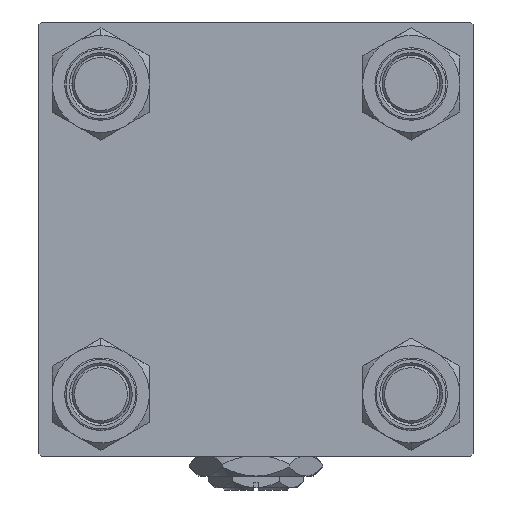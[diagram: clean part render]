
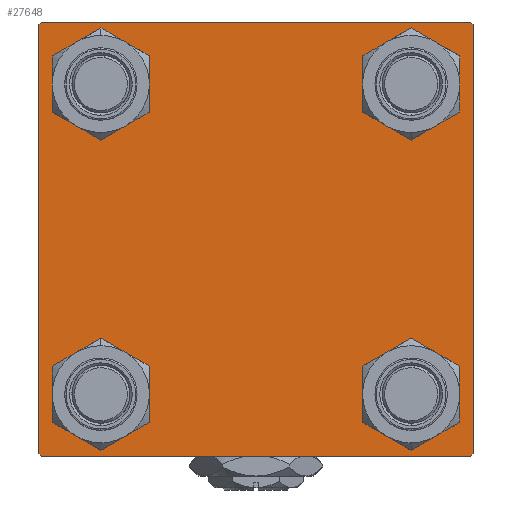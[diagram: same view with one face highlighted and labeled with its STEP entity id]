
A CAD part, left-side view. The second image highlights one B-rep face of the part: STEP entity #27648.
In plain terms, the highlighted planar face has unit normal (-1, 0, 0).
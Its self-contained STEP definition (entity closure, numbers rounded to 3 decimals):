
#413 = CARTESIAN_POINT ( 'NONE',  ( 0., -32.15, 32.15 ) ) ;
#1798 = DIRECTION ( 'NONE',  ( 0., 0., 1. ) ) ;
#1878 = DIRECTION ( 'NONE',  ( 1., 0., 0. ) ) ;
#2035 = DIRECTION ( 'NONE',  ( 0., -1., 0. ) ) ;
#2388 = CARTESIAN_POINT ( 'NONE',  ( 0., -32.15, 38.65 ) ) ;
#2830 = EDGE_CURVE ( 'NONE', #51445, #47300, #32965, .T. ) ;
#3732 = CARTESIAN_POINT ( 'NONE',  ( 0., 45., -45. ) ) ;
#4066 = ORIENTED_EDGE ( 'NONE', *, *, #18206, .T. ) ;
#4173 = ORIENTED_EDGE ( 'NONE', *, *, #15543, .T. ) ;
#4613 = CARTESIAN_POINT ( 'NONE',  ( 0., 45., -44.5 ) ) ;
#4817 = CARTESIAN_POINT ( 'NONE',  ( 0., 32.15, -32.15 ) ) ;
#5038 = EDGE_CURVE ( 'NONE', #40712, #45603, #28124, .T. ) ;
#5257 = EDGE_LOOP ( 'NONE', ( #4173, #43903, #43308, #49409, #27663, #51834, #24250, #44446 ) ) ;
#5527 = AXIS2_PLACEMENT_3D ( 'NONE', #4817, #49096, #37631 ) ;
#6275 = CIRCLE ( 'NONE', #24202, 6.5 ) ;
#6492 = ORIENTED_EDGE ( 'NONE', *, *, #42709, .T. ) ;
#7046 = ORIENTED_EDGE ( 'NONE', *, *, #49429, .T. ) ;
#7927 = CARTESIAN_POINT ( 'NONE',  ( 0., -32.15, 25.65 ) ) ;
#8659 = DIRECTION ( 'NONE',  ( 0., 0.707, -0.707 ) ) ;
#9945 = DIRECTION ( 'NONE',  ( 0., 0., -1. ) ) ;
#10818 = CARTESIAN_POINT ( 'NONE',  ( 0., -32.15, 32.15 ) ) ;
#10828 = VECTOR ( 'NONE', #51609, 1000. ) ;
#10895 = CARTESIAN_POINT ( 'NONE',  ( 0., 44.5, 45. ) ) ;
#11577 = DIRECTION ( 'NONE',  ( 0., 0., 1. ) ) ;
#11915 = VECTOR ( 'NONE', #52790, 1000. ) ;
#12068 = VERTEX_POINT ( 'NONE', #10895 ) ;
#12651 = LINE ( 'NONE', #37219, #46088 ) ;
#13677 = CARTESIAN_POINT ( 'NONE',  ( 0., 32.15, 38.65 ) ) ;
#13686 = CARTESIAN_POINT ( 'NONE',  ( 0., 45., 45. ) ) ;
#13877 = DIRECTION ( 'NONE',  ( 0., 0., 1. ) ) ;
#14270 = DIRECTION ( 'NONE',  ( 0., 0.707, 0.707 ) ) ;
#14622 = EDGE_LOOP ( 'NONE', ( #39060, #24943 ) ) ;
#14697 = VERTEX_POINT ( 'NONE', #13677 ) ;
#14789 = CARTESIAN_POINT ( 'NONE',  ( 0., -32.15, -32.15 ) ) ;
#14810 = FACE_BOUND ( 'NONE', #16227, .T. ) ;
#15543 = EDGE_CURVE ( 'NONE', #19073, #35900, #50229, .T. ) ;
#15740 = LINE ( 'NONE', #32028, #11915 ) ;
#15788 = DIRECTION ( 'NONE',  ( 1., 0., 0. ) ) ;
#16123 = DIRECTION ( 'NONE',  ( 0., 0., 1. ) ) ;
#16227 = EDGE_LOOP ( 'NONE', ( #4066, #16648 ) ) ;
#16521 = CARTESIAN_POINT ( 'NONE',  ( 0., 32.15, -25.65 ) ) ;
#16648 = ORIENTED_EDGE ( 'NONE', *, *, #50273, .T. ) ;
#16708 = DIRECTION ( 'NONE',  ( 0., 0., 1. ) ) ;
#17255 = VECTOR ( 'NONE', #9945, 1000. ) ;
#17937 = CARTESIAN_POINT ( 'NONE',  ( 0., -45., -44.5 ) ) ;
#18206 = EDGE_CURVE ( 'NONE', #45108, #46316, #6275, .T. ) ;
#18305 = LINE ( 'NONE', #45760, #40002 ) ;
#19073 = VERTEX_POINT ( 'NONE', #51118 ) ;
#19095 = FACE_BOUND ( 'NONE', #14622, .T. ) ;
#19130 = DIRECTION ( 'NONE',  ( 1., 0., 0. ) ) ;
#19399 = EDGE_CURVE ( 'NONE', #14697, #45553, #24242, .T. ) ;
#21185 = CARTESIAN_POINT ( 'NONE',  ( 0., -45., 44.5 ) ) ;
#21738 = CIRCLE ( 'NONE', #5527, 6.5 ) ;
#21836 = CARTESIAN_POINT ( 'NONE',  ( 0., -32.15, -32.15 ) ) ;
#22829 = CARTESIAN_POINT ( 'NONE',  ( 0., 0., 0. ) ) ;
#24152 = DIRECTION ( 'NONE',  ( 1., 0., 0. ) ) ;
#24153 = EDGE_CURVE ( 'NONE', #35900, #37018, #47594, .T. ) ;
#24189 = AXIS2_PLACEMENT_3D ( 'NONE', #33653, #1878, #13877 ) ;
#24202 = AXIS2_PLACEMENT_3D ( 'NONE', #10818, #19130, #39661 ) ;
#24242 = CIRCLE ( 'NONE', #52304, 6.5 ) ;
#24250 = ORIENTED_EDGE ( 'NONE', *, *, #33071, .F. ) ;
#24478 = CARTESIAN_POINT ( 'NONE',  ( 0., -44.5, -45. ) ) ;
#24616 = VERTEX_POINT ( 'NONE', #24478 ) ;
#24687 = ORIENTED_EDGE ( 'NONE', *, *, #19399, .T. ) ;
#24943 = ORIENTED_EDGE ( 'NONE', *, *, #49799, .T. ) ;
#25551 = VECTOR ( 'NONE', #2035, 1000. ) ;
#27341 = DIRECTION ( 'NONE',  ( 1., 0., 0. ) ) ;
#27498 = LINE ( 'NONE', #3732, #35794 ) ;
#27627 = PLANE ( 'NONE',  #47578 ) ;
#27648 = ADVANCED_FACE ( 'NONE', ( #14810, #19095, #35615, #47598, #31104 ), #27627, .T. ) ;
#27663 = ORIENTED_EDGE ( 'NONE', *, *, #2830, .F. ) ;
#28124 = CIRCLE ( 'NONE', #52768, 6.5 ) ;
#30063 = LINE ( 'NONE', #46319, #25551 ) ;
#30125 = EDGE_CURVE ( 'NONE', #44100, #40270, #51919, .T. ) ;
#31104 = FACE_OUTER_BOUND ( 'NONE', #5257, .T. ) ;
#31520 = EDGE_CURVE ( 'NONE', #37018, #24616, #27498, .T. ) ;
#32028 = CARTESIAN_POINT ( 'NONE',  ( 0., -44.75, -44.75 ) ) ;
#32176 = DIRECTION ( 'NONE',  ( 0., 0., -1. ) ) ;
#32860 = CARTESIAN_POINT ( 'NONE',  ( 0., 32.15, -32.15 ) ) ;
#32917 = CARTESIAN_POINT ( 'NONE',  ( 0., -32.15, -38.65 ) ) ;
#32965 = LINE ( 'NONE', #40179, #45054 ) ;
#33071 = EDGE_CURVE ( 'NONE', #12068, #41664, #30063, .T. ) ;
#33133 = CARTESIAN_POINT ( 'NONE',  ( 0., -32.15, -25.65 ) ) ;
#33653 = CARTESIAN_POINT ( 'NONE',  ( 0., 32.15, 32.15 ) ) ;
#35615 = FACE_BOUND ( 'NONE', #52014, .T. ) ;
#35748 = DIRECTION ( 'NONE',  ( 0., -1., 0. ) ) ;
#35794 = VECTOR ( 'NONE', #35748, 1000. ) ;
#35900 = VERTEX_POINT ( 'NONE', #4613 ) ;
#36545 = EDGE_CURVE ( 'NONE', #12068, #19073, #12651, .T. ) ;
#37018 = VERTEX_POINT ( 'NONE', #42198 ) ;
#37219 = CARTESIAN_POINT ( 'NONE',  ( 0., 44.75, 44.75 ) ) ;
#37631 = DIRECTION ( 'NONE',  ( 0., 0., 1. ) ) ;
#39060 = ORIENTED_EDGE ( 'NONE', *, *, #30125, .T. ) ;
#39661 = DIRECTION ( 'NONE',  ( 0., 0., 1. ) ) ;
#39875 = CARTESIAN_POINT ( 'NONE',  ( 0., 44.75, -44.75 ) ) ;
#40002 = VECTOR ( 'NONE', #14270, 1000. ) ;
#40179 = CARTESIAN_POINT ( 'NONE',  ( 0., -45., 45. ) ) ;
#40270 = VERTEX_POINT ( 'NONE', #32917 ) ;
#40507 = AXIS2_PLACEMENT_3D ( 'NONE', #21836, #49818, #1798 ) ;
#40712 = VERTEX_POINT ( 'NONE', #16521 ) ;
#40935 = CARTESIAN_POINT ( 'NONE',  ( 0., 32.15, 32.15 ) ) ;
#41234 = CIRCLE ( 'NONE', #24189, 6.5 ) ;
#41664 = VERTEX_POINT ( 'NONE', #51415 ) ;
#42198 = CARTESIAN_POINT ( 'NONE',  ( 0., 44.5, -45. ) ) ;
#42709 = EDGE_CURVE ( 'NONE', #45553, #14697, #41234, .T. ) ;
#42844 = EDGE_LOOP ( 'NONE', ( #24687, #6492 ) ) ;
#43308 = ORIENTED_EDGE ( 'NONE', *, *, #31520, .T. ) ;
#43629 = DIRECTION ( 'NONE',  ( -1., 0., 0. ) ) ;
#43903 = ORIENTED_EDGE ( 'NONE', *, *, #24153, .T. ) ;
#43949 = CARTESIAN_POINT ( 'NONE',  ( 0., 32.15, -38.65 ) ) ;
#44100 = VERTEX_POINT ( 'NONE', #33133 ) ;
#44366 = ORIENTED_EDGE ( 'NONE', *, *, #5038, .T. ) ;
#44446 = ORIENTED_EDGE ( 'NONE', *, *, #36545, .T. ) ;
#45054 = VECTOR ( 'NONE', #32176, 1000. ) ;
#45108 = VERTEX_POINT ( 'NONE', #2388 ) ;
#45109 = DIRECTION ( 'NONE',  ( 0., 0., 1. ) ) ;
#45553 = VERTEX_POINT ( 'NONE', #48194 ) ;
#45584 = CIRCLE ( 'NONE', #40507, 6.5 ) ;
#45603 = VERTEX_POINT ( 'NONE', #43949 ) ;
#45760 = CARTESIAN_POINT ( 'NONE',  ( 0., -44.75, 44.75 ) ) ;
#46088 = VECTOR ( 'NONE', #8659, 1000. ) ;
#46316 = VERTEX_POINT ( 'NONE', #7927 ) ;
#46319 = CARTESIAN_POINT ( 'NONE',  ( 0., 45., 45. ) ) ;
#47062 = DIRECTION ( 'NONE',  ( 0., 0., 1. ) ) ;
#47300 = VERTEX_POINT ( 'NONE', #17937 ) ;
#47578 = AXIS2_PLACEMENT_3D ( 'NONE', #22829, #43629, #11577 ) ;
#47594 = LINE ( 'NONE', #39875, #10828 ) ;
#47598 = FACE_BOUND ( 'NONE', #42844, .T. ) ;
#47689 = AXIS2_PLACEMENT_3D ( 'NONE', #14789, #27341, #47062 ) ;
#48194 = CARTESIAN_POINT ( 'NONE',  ( 0., 32.15, 25.65 ) ) ;
#48438 = DIRECTION ( 'NONE',  ( 1., 0., 0. ) ) ;
#49014 = CIRCLE ( 'NONE', #49844, 6.5 ) ;
#49096 = DIRECTION ( 'NONE',  ( 1., 0., 0. ) ) ;
#49409 = ORIENTED_EDGE ( 'NONE', *, *, #51902, .T. ) ;
#49429 = EDGE_CURVE ( 'NONE', #45603, #40712, #21738, .T. ) ;
#49799 = EDGE_CURVE ( 'NONE', #40270, #44100, #45584, .T. ) ;
#49818 = DIRECTION ( 'NONE',  ( 1., 0., 0. ) ) ;
#49844 = AXIS2_PLACEMENT_3D ( 'NONE', #413, #48438, #16708 ) ;
#50229 = LINE ( 'NONE', #13686, #17255 ) ;
#50273 = EDGE_CURVE ( 'NONE', #46316, #45108, #49014, .T. ) ;
#51118 = CARTESIAN_POINT ( 'NONE',  ( 0., 45., 44.5 ) ) ;
#51120 = EDGE_CURVE ( 'NONE', #51445, #41664, #18305, .T. ) ;
#51415 = CARTESIAN_POINT ( 'NONE',  ( 0., -44.5, 45. ) ) ;
#51445 = VERTEX_POINT ( 'NONE', #21185 ) ;
#51609 = DIRECTION ( 'NONE',  ( 0., -0.707, -0.707 ) ) ;
#51834 = ORIENTED_EDGE ( 'NONE', *, *, #51120, .T. ) ;
#51902 = EDGE_CURVE ( 'NONE', #24616, #47300, #15740, .T. ) ;
#51919 = CIRCLE ( 'NONE', #47689, 6.5 ) ;
#52014 = EDGE_LOOP ( 'NONE', ( #44366, #7046 ) ) ;
#52304 = AXIS2_PLACEMENT_3D ( 'NONE', #40935, #24152, #16123 ) ;
#52768 = AXIS2_PLACEMENT_3D ( 'NONE', #32860, #15788, #45109 ) ;
#52790 = DIRECTION ( 'NONE',  ( 0., -0.707, 0.707 ) ) ;
